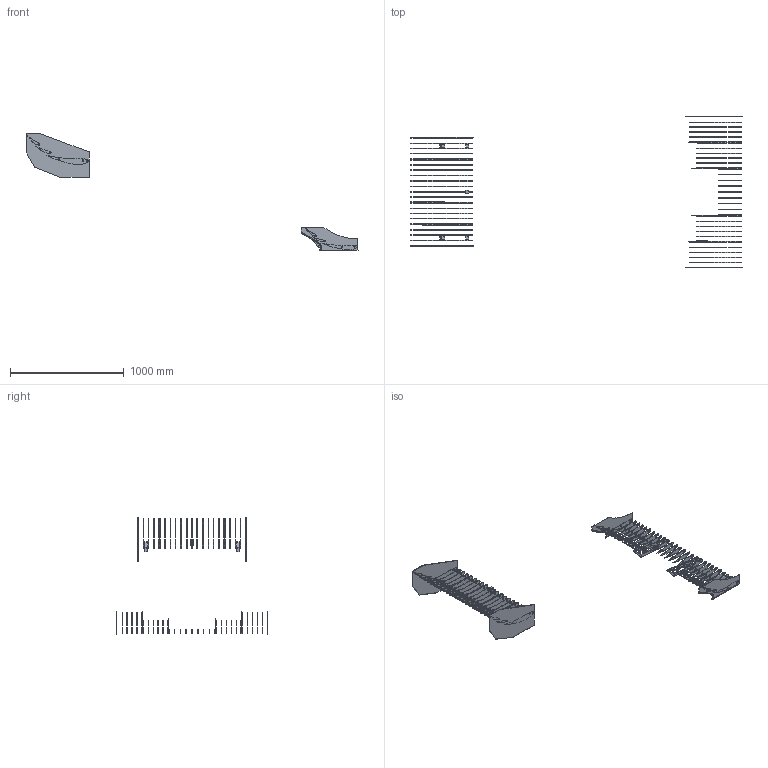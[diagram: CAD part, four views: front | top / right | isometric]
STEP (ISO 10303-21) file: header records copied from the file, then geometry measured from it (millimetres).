
FILE_DESCRIPTION(/* description */ (''),/* implementation_level */ '2;1');
FILE_NAME(/* name */ 'Aero_assembly.stp',/* time_stamp */ '2018-03-19T11:19:48+09:00',/* author */ ('ku_sk'),/* organization */ (''),/* preprocessor_version */ 'ST-DEVELOPER v17',/* originating_system */ 'Autodesk Inventor 2018',/* authorisation */ '');
FILE_SCHEMA (('AUTOMOTIVE_DESIGN { 1 0 10303 214 3 1 1 }'));
Length unit declared in the file: millimetre
Products named in the file (21): Aero_assembly; Fr.wing_assy; mainflap_center; plate; mainflap_side; plate_1; subflap2; plate_sf2; endplate; endplate1; bracket2; bracket1; Rr.wing_assy; mainflap; flap_m; subflap; flap_s; bracket; endplate_1; bracket2_1; bracket3
Assembly tree (77 placements, depth 4):
  Aero_assembly
    Fr.wing_assy
      mainflap_center
        plate  x10
      mainflap_side  x4
        plate_1
      subflap2  x6
        plate_sf2
      endplate
      endplate1
      bracket2  x2
      bracket1  x2
    Rr.wing_assy
      mainflap  x5
        flap_m
      subflap  x10
        flap_s
      bracket  x4
      endplate_1  x2
      bracket2_1  x2
      bracket3  x3
Bounding box: 2913.62 x 1330 x 1022.4 mm (x, y, z)
Volume: 5333003.7 mm3; surface area: 2937255.7 mm2
Topology: 162 solids, 162 shells, 2703 faces, 7137 edges, 4758 vertices
Faces by surface type: cylinder 2225, plane 470, bspline 8
Full cylindrical faces by diameter (mm): 5 x10, 6 x200, 8 x5, 12 x139
Entity records: 11228 total; most frequent: CARTESIAN_POINT 2174, DIRECTION 1936, ORIENTED_EDGE 1604, EDGE_CURVE 802, AXIS2_PLACEMENT_3D 766, VERTEX_POINT 534, LINE 404, VECTOR 404
